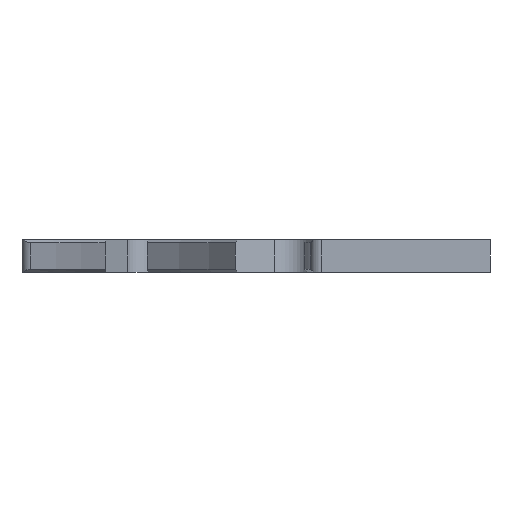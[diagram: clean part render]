
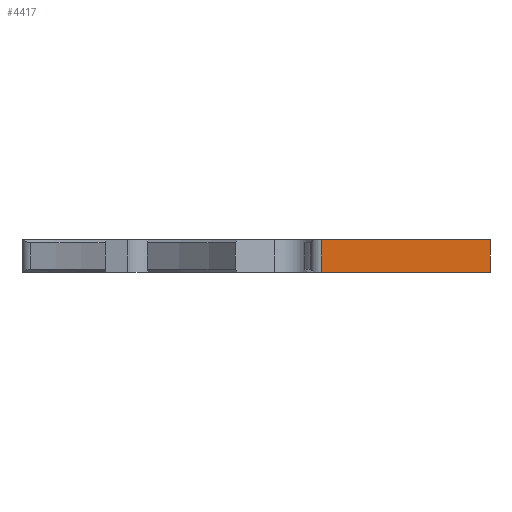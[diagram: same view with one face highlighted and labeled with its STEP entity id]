
A CAD part, front view. The second image highlights one B-rep face of the part: STEP entity #4417.
In plain terms, the highlighted planar face has unit normal (0, -1, 0).
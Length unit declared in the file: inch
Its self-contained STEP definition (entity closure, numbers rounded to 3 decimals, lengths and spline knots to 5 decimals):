
#200 = CARTESIAN_POINT ( 'NONE',  ( 4.3422, 0., -0.3735 ) ) ;
#428 = ORIENTED_EDGE ( 'NONE', *, *, #514, .T. ) ;
#429 = DIRECTION ( 'NONE',  ( 1., 0., 0. ) ) ;
#470 = DIRECTION ( 'NONE',  ( 0., 0., -1. ) ) ;
#514 = EDGE_CURVE ( 'NONE', #555, #1886, #5133, .T. ) ;
#555 = VERTEX_POINT ( 'NONE', #200 ) ;
#597 = EDGE_CURVE ( 'NONE', #3586, #2828, #4828, .T. ) ;
#721 = CARTESIAN_POINT ( 'NONE',  ( 6.3125, 0., -0.3735 ) ) ;
#977 = DIRECTION ( 'NONE',  ( 0., -1., 0. ) ) ;
#1025 = EDGE_CURVE ( 'NONE', #1886, #2828, #2001, .T. ) ;
#1278 = VECTOR ( 'NONE', #1323, 39.37008 ) ;
#1323 = DIRECTION ( 'NONE',  ( 0., 0., -1. ) ) ;
#1886 = VERTEX_POINT ( 'NONE', #721 ) ;
#1959 = VECTOR ( 'NONE', #4734, 39.37008 ) ;
#2001 = LINE ( 'NONE', #2906, #2012 ) ;
#2012 = VECTOR ( 'NONE', #4511, 39.37008 ) ;
#2080 = CARTESIAN_POINT ( 'NONE',  ( 4.3422, 0., -0.3425 ) ) ;
#2196 = ORIENTED_EDGE ( 'NONE', *, *, #2577, .T. ) ;
#2240 = CARTESIAN_POINT ( 'NONE',  ( 4.219, 0., -0.3735 ) ) ;
#2577 = EDGE_CURVE ( 'NONE', #3586, #555, #3639, .T. ) ;
#2794 = EDGE_LOOP ( 'NONE', ( #3076, #2196, #428, #3244 ) ) ;
#2807 = VECTOR ( 'NONE', #429, 39.37008 ) ;
#2828 = VERTEX_POINT ( 'NONE', #3623 ) ;
#2906 = CARTESIAN_POINT ( 'NONE',  ( 6.3125, 0., -0.3735 ) ) ;
#3038 = CARTESIAN_POINT ( 'NONE',  ( 4.3422, 0., 0. ) ) ;
#3076 = ORIENTED_EDGE ( 'NONE', *, *, #597, .F. ) ;
#3152 = CARTESIAN_POINT ( 'NONE',  ( 4.219, 0., 0. ) ) ;
#3244 = ORIENTED_EDGE ( 'NONE', *, *, #1025, .T. ) ;
#3331 = CARTESIAN_POINT ( 'NONE',  ( 4.219, 0., -0.3735 ) ) ;
#3586 = VERTEX_POINT ( 'NONE', #3038 ) ;
#3623 = CARTESIAN_POINT ( 'NONE',  ( 6.3125, 0., 0. ) ) ;
#3639 = LINE ( 'NONE', #2080, #1278 ) ;
#4084 = PLANE ( 'NONE',  #4442 ) ;
#4417 = ADVANCED_FACE ( 'NONE', ( #4986 ), #4084, .T. ) ;
#4442 = AXIS2_PLACEMENT_3D ( 'NONE', #3331, #977, #470 ) ;
#4511 = DIRECTION ( 'NONE',  ( 0., 0., 1. ) ) ;
#4734 = DIRECTION ( 'NONE',  ( 1., 0., 0. ) ) ;
#4828 = LINE ( 'NONE', #3152, #2807 ) ;
#4986 = FACE_OUTER_BOUND ( 'NONE', #2794, .T. ) ;
#5133 = LINE ( 'NONE', #2240, #1959 ) ;
